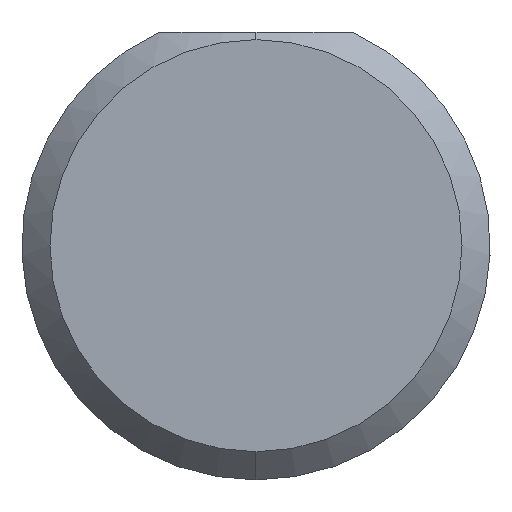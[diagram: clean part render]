
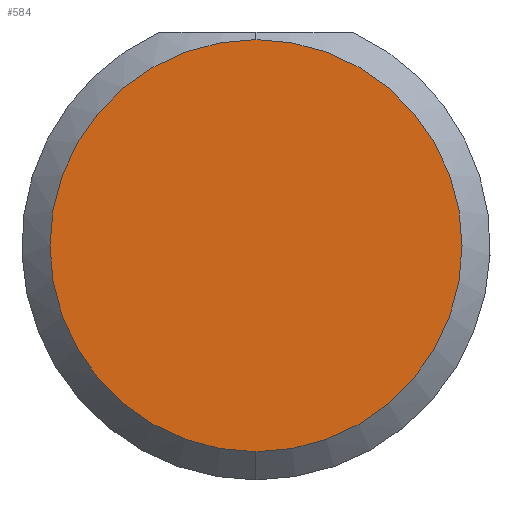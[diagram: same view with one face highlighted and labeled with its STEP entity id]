
A CAD part, left-side view. The second image highlights one B-rep face of the part: STEP entity #584.
In plain terms, the highlighted planar face has unit normal (-1, 0, 0).
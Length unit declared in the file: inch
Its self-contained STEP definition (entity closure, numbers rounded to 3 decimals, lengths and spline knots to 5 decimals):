
#36 = CARTESIAN_POINT ( 'NONE',  ( 0., 0., -0.10985 ) ) ;
#49 = AXIS2_PLACEMENT_3D ( 'NONE', #315, #370, #73 ) ;
#60 = CARTESIAN_POINT ( 'NONE',  ( 0., 0., 0. ) ) ;
#73 = DIRECTION ( 'NONE',  ( 0., 0., -1. ) ) ;
#126 = AXIS2_PLACEMENT_3D ( 'NONE', #60, #535, #444 ) ;
#130 = VERTEX_POINT ( 'NONE', #459 ) ;
#200 = EDGE_CURVE ( 'NONE', #130, #286, #558, .T. ) ;
#209 = ORIENTED_EDGE ( 'NONE', *, *, #368, .T. ) ;
#253 = CARTESIAN_POINT ( 'NONE',  ( 0., 0., 0. ) ) ;
#256 = FACE_OUTER_BOUND ( 'NONE', #381, .T. ) ;
#286 = VERTEX_POINT ( 'NONE', #36 ) ;
#311 = PLANE ( 'NONE',  #399 ) ;
#315 = CARTESIAN_POINT ( 'NONE',  ( 0., 0., 0. ) ) ;
#368 = EDGE_CURVE ( 'NONE', #286, #130, #600, .T. ) ;
#370 = DIRECTION ( 'NONE',  ( -1., 0., 0. ) ) ;
#381 = EDGE_LOOP ( 'NONE', ( #209, #599 ) ) ;
#399 = AXIS2_PLACEMENT_3D ( 'NONE', #253, #499, #541 ) ;
#444 = DIRECTION ( 'NONE',  ( 0., 0., -1. ) ) ;
#459 = CARTESIAN_POINT ( 'NONE',  ( 0., 0., 0.10985 ) ) ;
#499 = DIRECTION ( 'NONE',  ( 1., 0., 0. ) ) ;
#535 = DIRECTION ( 'NONE',  ( -1., 0., 0. ) ) ;
#541 = DIRECTION ( 'NONE',  ( 0., 0., -1. ) ) ;
#558 = CIRCLE ( 'NONE', #49, 0.10985 ) ;
#584 = ADVANCED_FACE ( 'NONE', ( #256 ), #311, .F. ) ;
#599 = ORIENTED_EDGE ( 'NONE', *, *, #200, .T. ) ;
#600 = CIRCLE ( 'NONE', #126, 0.10985 ) ;
